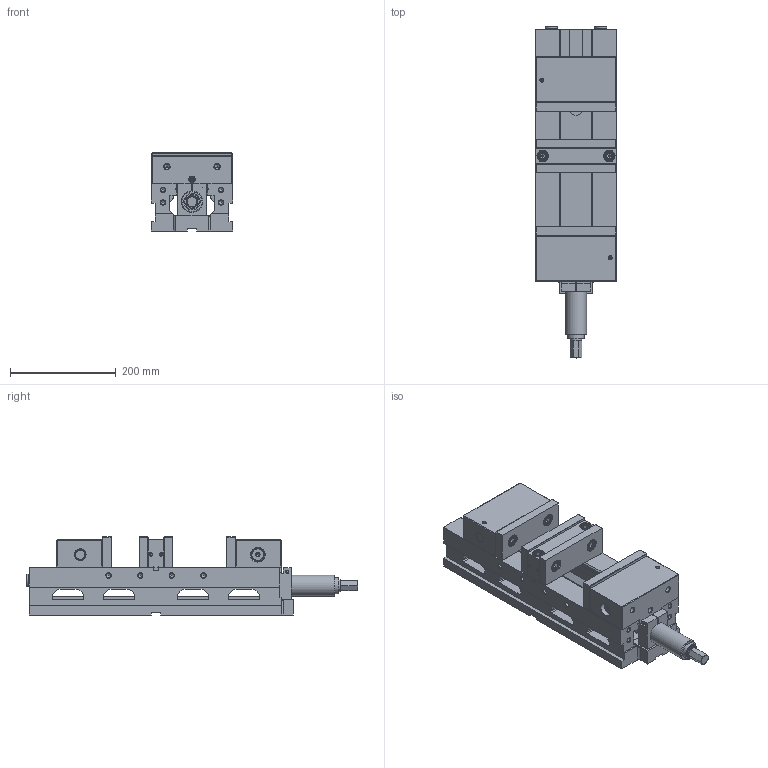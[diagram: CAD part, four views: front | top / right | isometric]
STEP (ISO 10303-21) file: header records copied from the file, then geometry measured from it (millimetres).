
FILE_DESCRIPTION(/* description */ (''),/* implementation_level */ '2;1');
FILE_NAME(/* name */ '3ALD-160.stp',/* time_stamp */ '2015-09-17T10:05:24+08:00',/* author */ ('user'),/* organization */ (''),/* preprocessor_version */ 'ST-DEVELOPER v15.2',/* originating_system */ 'Autodesk Inventor 2014',/* authorisation */ '');
FILE_SCHEMA (('AUTOMOTIVE_DESIGN { 1 0 10303 214 3 1 1 }'));
Products named in the file (29): ALD-160本台; ALD6811; ALD6302-固定顎; ALD6401-鉗口; ALD6301-活動顎; ALD6303-作動桿; ALD6201-螺桿; ALD6215-銅襯套; ALD6216調整桿固定塊; ALD6217-墊片; ALD6214-鋼珠定位片; D3鋼珠; ALD6213-傳動傳片; 組合2; ALD6212-調整桿; ALD6211-調整螺桿定位筒; 軸承.0003; 彈簧-壓縮; 軸承墊片3; 軸承墊片1; CAP-M12x1.75Px70L; CAP-M12x1.75Px16L; 無頭-M8x1.25Px8L; SET-M12x1.75Px10L; CAP-M6x1Px30L; CAP-M8x1.25Px20L; 皿型螺絲M6x8L; S21-C扣; ALD-160
Bounding box: 154 x 629.24 x 148 mm (x, y, z)
Volume: 5881911.6 mm3; surface area: 825991.5 mm2
Topology: 54 solids, 54 shells, 2284 faces, 6420 edges, 4056 vertices
Faces by surface type: plane 1116, cylinder 609, torus 317, cone 233, sphere 8, bspline 1
Full cylindrical faces by diameter (mm): 2 x32, 3.2 x8, 4.917 x10, 6 x6, 6.5 x4, 6.647 x6, 8 x2, 8.376 x12, 9 x2, 10 x1, 10.106 x14, 11 x1, 12 x14, 13 x8, 13.5 x4, 14 x2, 15 x2, 18 x12, 19.8 x1, 20 x10, 21 x1, 22 x12, 22.2 x3, 23 x1, 23.5 x2, 24 x3, 25 x5, 25.15 x1, 26 x3, 27 x1
Entity records: 67398 total; most frequent: CARTESIAN_POINT 17745, DIRECTION 10373, ORIENTED_EDGE 10080, EDGE_CURVE 5040, AXIS2_PLACEMENT_3D 4022, VERTEX_POINT 3369, EDGE_LOOP 2581, LINE 2329
